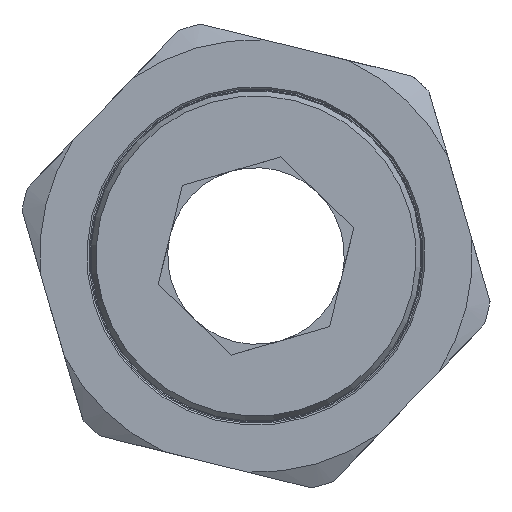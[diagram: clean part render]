
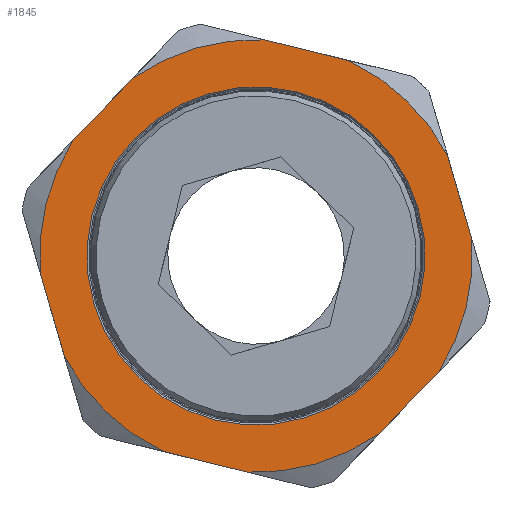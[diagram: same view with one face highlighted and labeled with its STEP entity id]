
A CAD part, left-side view. The second image highlights one B-rep face of the part: STEP entity #1845.
In plain terms, the highlighted planar face has unit normal (-1, 0, 0).
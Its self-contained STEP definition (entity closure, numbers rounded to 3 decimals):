
#112=LINE('',#2502,#166);
#113=LINE('',#2506,#167);
#114=LINE('',#2510,#168);
#115=LINE('',#2514,#169);
#116=LINE('',#2518,#170);
#117=LINE('',#2522,#171);
#166=VECTOR('',#2113,1000.);
#167=VECTOR('',#2116,1000.);
#168=VECTOR('',#2119,1000.);
#169=VECTOR('',#2122,1000.);
#170=VECTOR('',#2125,1000.);
#171=VECTOR('',#2128,1000.);
#220=ORIENTED_EDGE('',*,*,#570,.T.);
#221=ORIENTED_EDGE('',*,*,#571,.T.);
#222=ORIENTED_EDGE('',*,*,#572,.T.);
#223=ORIENTED_EDGE('',*,*,#573,.T.);
#224=ORIENTED_EDGE('',*,*,#574,.T.);
#225=ORIENTED_EDGE('',*,*,#575,.T.);
#226=ORIENTED_EDGE('',*,*,#576,.T.);
#227=ORIENTED_EDGE('',*,*,#577,.T.);
#228=ORIENTED_EDGE('',*,*,#578,.T.);
#229=ORIENTED_EDGE('',*,*,#579,.T.);
#230=ORIENTED_EDGE('',*,*,#580,.T.);
#231=ORIENTED_EDGE('',*,*,#581,.T.);
#232=ORIENTED_EDGE('',*,*,#582,.F.);
#570=EDGE_CURVE('',#745,#746,#866,.T.);
#571=EDGE_CURVE('',#746,#747,#112,.T.);
#572=EDGE_CURVE('',#747,#748,#867,.T.);
#573=EDGE_CURVE('',#748,#749,#113,.T.);
#574=EDGE_CURVE('',#749,#750,#868,.T.);
#575=EDGE_CURVE('',#750,#751,#114,.T.);
#576=EDGE_CURVE('',#751,#752,#869,.T.);
#577=EDGE_CURVE('',#752,#753,#115,.T.);
#578=EDGE_CURVE('',#753,#754,#870,.T.);
#579=EDGE_CURVE('',#754,#755,#116,.T.);
#580=EDGE_CURVE('',#755,#756,#871,.T.);
#581=EDGE_CURVE('',#756,#745,#117,.T.);
#582=EDGE_CURVE('',#757,#757,#872,.T.);
#745=VERTEX_POINT('',#2500);
#746=VERTEX_POINT('',#2501);
#747=VERTEX_POINT('',#2503);
#748=VERTEX_POINT('',#2505);
#749=VERTEX_POINT('',#2507);
#750=VERTEX_POINT('',#2509);
#751=VERTEX_POINT('',#2511);
#752=VERTEX_POINT('',#2513);
#753=VERTEX_POINT('',#2515);
#754=VERTEX_POINT('',#2517);
#755=VERTEX_POINT('',#2519);
#756=VERTEX_POINT('',#2521);
#757=VERTEX_POINT('',#2524);
#866=CIRCLE('',#1941,12.25);
#867=CIRCLE('',#1942,12.25);
#868=CIRCLE('',#1943,12.25);
#869=CIRCLE('',#1944,12.25);
#870=CIRCLE('',#1945,12.25);
#871=CIRCLE('',#1946,12.25);
#872=CIRCLE('',#1947,9.57);
#945=EDGE_LOOP('',(#220,#221,#222,#223,#224,#225,#226,#227,#228,#229,#230,
#231));
#946=EDGE_LOOP('',(#232));
#1067=FACE_BOUND('',#945,.T.);
#1068=FACE_BOUND('',#946,.T.);
#1189=PLANE('',#1940);
#1845=ADVANCED_FACE('',(#1067,#1068),#1189,.T.);
#1940=AXIS2_PLACEMENT_3D('',#2498,#2109,#2110);
#1941=AXIS2_PLACEMENT_3D('',#2499,#2111,#2112);
#1942=AXIS2_PLACEMENT_3D('',#2504,#2114,#2115);
#1943=AXIS2_PLACEMENT_3D('',#2508,#2117,#2118);
#1944=AXIS2_PLACEMENT_3D('',#2512,#2120,#2121);
#1945=AXIS2_PLACEMENT_3D('',#2516,#2123,#2124);
#1946=AXIS2_PLACEMENT_3D('',#2520,#2126,#2127);
#1947=AXIS2_PLACEMENT_3D('',#2523,#2129,#2130);
#2109=DIRECTION('',(-1.,0.,0.));
#2110=DIRECTION('',(0.,-0.692,0.722));
#2111=DIRECTION('',(-1.,0.,0.));
#2112=DIRECTION('',(0.,-0.692,0.722));
#2113=DIRECTION('',(0.,-0.279,-0.96));
#2114=DIRECTION('',(-1.,0.,0.));
#2115=DIRECTION('',(0.,-0.692,0.722));
#2116=DIRECTION('',(0.,-0.971,-0.239));
#2117=DIRECTION('',(-1.,0.,0.));
#2118=DIRECTION('',(0.,-0.692,0.722));
#2119=DIRECTION('',(0.,-0.692,0.722));
#2120=DIRECTION('',(-1.,0.,0.));
#2121=DIRECTION('',(0.,-0.692,0.722));
#2122=DIRECTION('',(0.,0.279,0.96));
#2123=DIRECTION('',(-1.,0.,0.));
#2124=DIRECTION('',(0.,-0.692,0.722));
#2125=DIRECTION('',(0.,0.971,0.239));
#2126=DIRECTION('',(-1.,0.,0.));
#2127=DIRECTION('',(0.,-0.692,0.722));
#2128=DIRECTION('',(0.,0.692,-0.722));
#2129=DIRECTION('',(-1.,0.,0.));
#2130=DIRECTION('',(0.,-0.692,0.722));
#2498=CARTESIAN_POINT('',(0.,0.,0.));
#2499=CARTESIAN_POINT('',(0.,0.,0.));
#2500=CARTESIAN_POINT('',(0.,10.363,6.532));
#2501=CARTESIAN_POINT('',(0.,12.211,-0.979));
#2502=CARTESIAN_POINT('',(0.,15.631,10.809));
#2503=CARTESIAN_POINT('',(0.,10.838,-5.709));
#2504=CARTESIAN_POINT('',(0.,0.,0.));
#2505=CARTESIAN_POINT('',(0.,5.257,-11.065));
#2506=CARTESIAN_POINT('',(0.,17.176,-8.133));
#2507=CARTESIAN_POINT('',(0.,0.475,-12.241));
#2508=CARTESIAN_POINT('',(0.,0.,0.));
#2509=CARTESIAN_POINT('',(0.,-6.954,-10.085));
#2510=CARTESIAN_POINT('',(0.,1.545,-18.942));
#2511=CARTESIAN_POINT('',(0.,-10.363,-6.532));
#2512=CARTESIAN_POINT('',(0.,0.,0.));
#2513=CARTESIAN_POINT('',(0.,-12.211,0.979));
#2514=CARTESIAN_POINT('',(0.,-15.631,-10.809));
#2515=CARTESIAN_POINT('',(0.,-10.838,5.709));
#2516=CARTESIAN_POINT('',(0.,0.,0.));
#2517=CARTESIAN_POINT('',(0.,-5.257,11.065));
#2518=CARTESIAN_POINT('',(0.,-17.176,8.133));
#2519=CARTESIAN_POINT('',(0.,-0.475,12.241));
#2520=CARTESIAN_POINT('',(0.,0.,0.));
#2521=CARTESIAN_POINT('',(0.,6.954,10.085));
#2522=CARTESIAN_POINT('',(0.,-1.545,18.942));
#2523=CARTESIAN_POINT('',(0.,0.,0.));
#2524=CARTESIAN_POINT('',(0.,-6.626,6.905));
